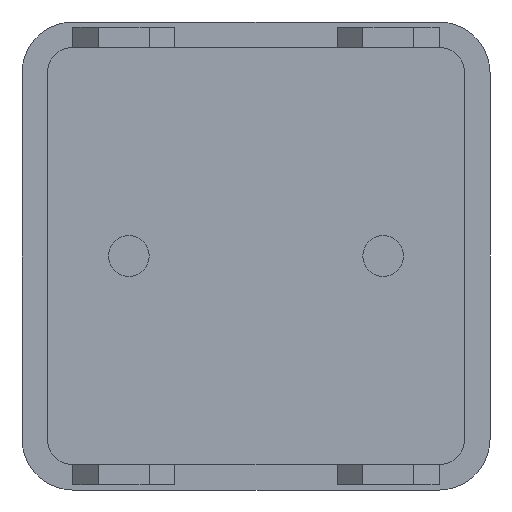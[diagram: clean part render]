
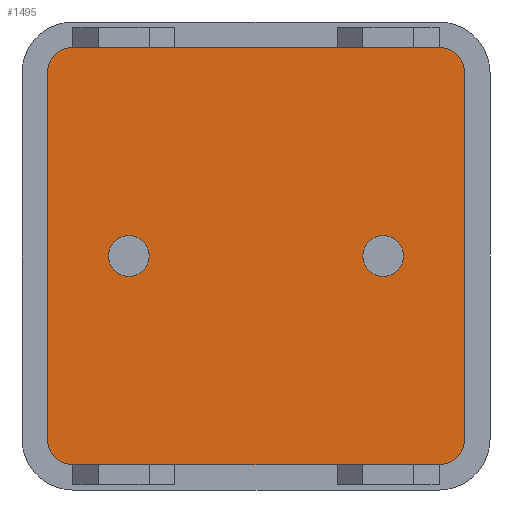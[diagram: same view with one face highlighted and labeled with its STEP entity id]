
A CAD part, front view. The second image highlights one B-rep face of the part: STEP entity #1495.
In plain terms, the highlighted planar face has unit normal (0, -1, 0).
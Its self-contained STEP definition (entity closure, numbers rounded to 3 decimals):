
#28 = AXIS2_PLACEMENT_3D ( 'NONE', #1163, #1150, #1126 ) ;
#32 = VERTEX_POINT ( 'NONE', #1536 ) ;
#51 = CARTESIAN_POINT ( 'NONE',  ( -2.05, 0.25, 1.8 ) ) ;
#139 = CARTESIAN_POINT ( 'NONE',  ( 2.05, 0.25, -1.8 ) ) ;
#149 = DIRECTION ( 'NONE',  ( 0., 0., 1. ) ) ;
#150 = CARTESIAN_POINT ( 'NONE',  ( -2.05, 0.25, -1.8 ) ) ;
#180 = LINE ( 'NONE', #150, #1407 ) ;
#277 = ORIENTED_EDGE ( 'NONE', *, *, #2219, .T. ) ;
#302 = ORIENTED_EDGE ( 'NONE', *, *, #617, .T. ) ;
#311 = VERTEX_POINT ( 'NONE', #51 ) ;
#315 = FACE_OUTER_BOUND ( 'NONE', #979, .T. ) ;
#396 = EDGE_CURVE ( 'NONE', #844, #1452, #650, .T. ) ;
#413 = DIRECTION ( 'NONE',  ( 0., 0., -1. ) ) ;
#420 = EDGE_CURVE ( 'NONE', #32, #1267, #928, .T. ) ;
#422 = CARTESIAN_POINT ( 'NONE',  ( 2.05, 0.25, 1.8 ) ) ;
#423 = DIRECTION ( 'NONE',  ( 1., 0., 0. ) ) ;
#467 = CARTESIAN_POINT ( 'NONE',  ( 1.8, 0.25, -1.8 ) ) ;
#595 = AXIS2_PLACEMENT_3D ( 'NONE', #1592, #1769, #413 ) ;
#617 = EDGE_CURVE ( 'NONE', #1590, #1768, #1445, .T. ) ;
#634 = CIRCLE ( 'NONE', #1549, 0.25 ) ;
#650 = LINE ( 'NONE', #1354, #1538 ) ;
#670 = CARTESIAN_POINT ( 'NONE',  ( -1.8, 0.25, -1.8 ) ) ;
#736 = EDGE_CURVE ( 'NONE', #32, #311, #2111, .T. ) ;
#814 = DIRECTION ( 'NONE',  ( 0., 0., -1. ) ) ;
#823 = DIRECTION ( 'NONE',  ( 0., 1., 0. ) ) ;
#825 = VERTEX_POINT ( 'NONE', #2068 ) ;
#843 = DIRECTION ( 'NONE',  ( 0., 1., 0. ) ) ;
#844 = VERTEX_POINT ( 'NONE', #2169 ) ;
#878 = AXIS2_PLACEMENT_3D ( 'NONE', #1171, #843, #149 ) ;
#928 = LINE ( 'NONE', #1582, #2150 ) ;
#971 = ORIENTED_EDGE ( 'NONE', *, *, #736, .T. ) ;
#979 = EDGE_LOOP ( 'NONE', ( #1949, #1775, #302, #1442, #1305, #971, #277, #1494 ) ) ;
#1002 = AXIS2_PLACEMENT_3D ( 'NONE', #467, #823, #1845 ) ;
#1089 = EDGE_CURVE ( 'NONE', #825, #1452, #634, .T. ) ;
#1126 = DIRECTION ( 'NONE',  ( 0., 0., -1. ) ) ;
#1150 = DIRECTION ( 'NONE',  ( 0., -1., 0. ) ) ;
#1163 = CARTESIAN_POINT ( 'NONE',  ( -1.8, 0.25, 1.8 ) ) ;
#1171 = CARTESIAN_POINT ( 'NONE',  ( -1.8, 0.25, -1.8 ) ) ;
#1178 = DIRECTION ( 'NONE',  ( -1., 0., 0. ) ) ;
#1267 = VERTEX_POINT ( 'NONE', #2183 ) ;
#1305 = ORIENTED_EDGE ( 'NONE', *, *, #420, .F. ) ;
#1354 = CARTESIAN_POINT ( 'NONE',  ( -1.8, 0.25, -2.05 ) ) ;
#1359 = DIRECTION ( 'NONE',  ( 0., 0., -1. ) ) ;
#1395 = EDGE_CURVE ( 'NONE', #1590, #844, #1911, .T. ) ;
#1407 = VECTOR ( 'NONE', #1359, 1000. ) ;
#1442 = ORIENTED_EDGE ( 'NONE', *, *, #1684, .T. ) ;
#1445 = LINE ( 'NONE', #2135, #1540 ) ;
#1452 = VERTEX_POINT ( 'NONE', #1680 ) ;
#1494 = ORIENTED_EDGE ( 'NONE', *, *, #1089, .T. ) ;
#1495 = ADVANCED_FACE ( 'NONE', ( #315 ), #1852, .F. ) ;
#1536 = CARTESIAN_POINT ( 'NONE',  ( -1.8, 0.25, 2.05 ) ) ;
#1538 = VECTOR ( 'NONE', #1178, 1000. ) ;
#1540 = VECTOR ( 'NONE', #1780, 1000. ) ;
#1549 = AXIS2_PLACEMENT_3D ( 'NONE', #670, #1849, #814 ) ;
#1577 = CIRCLE ( 'NONE', #595, 0.25 ) ;
#1582 = CARTESIAN_POINT ( 'NONE',  ( -1.8, 0.25, 2.05 ) ) ;
#1590 = VERTEX_POINT ( 'NONE', #139 ) ;
#1592 = CARTESIAN_POINT ( 'NONE',  ( 1.8, 0.25, 1.8 ) ) ;
#1680 = CARTESIAN_POINT ( 'NONE',  ( -1.8, 0.25, -2.05 ) ) ;
#1684 = EDGE_CURVE ( 'NONE', #1768, #1267, #1577, .T. ) ;
#1768 = VERTEX_POINT ( 'NONE', #422 ) ;
#1769 = DIRECTION ( 'NONE',  ( 0., -1., 0. ) ) ;
#1775 = ORIENTED_EDGE ( 'NONE', *, *, #1395, .F. ) ;
#1780 = DIRECTION ( 'NONE',  ( 0., 0., 1. ) ) ;
#1845 = DIRECTION ( 'NONE',  ( 0., 0., -1. ) ) ;
#1849 = DIRECTION ( 'NONE',  ( 0., -1., 0. ) ) ;
#1852 = PLANE ( 'NONE',  #878 ) ;
#1911 = CIRCLE ( 'NONE', #1002, 0.25 ) ;
#1949 = ORIENTED_EDGE ( 'NONE', *, *, #396, .F. ) ;
#2068 = CARTESIAN_POINT ( 'NONE',  ( -2.05, 0.25, -1.8 ) ) ;
#2111 = CIRCLE ( 'NONE', #28, 0.25 ) ;
#2135 = CARTESIAN_POINT ( 'NONE',  ( 2.05, 0.25, -1.8 ) ) ;
#2150 = VECTOR ( 'NONE', #423, 1000. ) ;
#2169 = CARTESIAN_POINT ( 'NONE',  ( 1.8, 0.25, -2.05 ) ) ;
#2183 = CARTESIAN_POINT ( 'NONE',  ( 1.8, 0.25, 2.05 ) ) ;
#2219 = EDGE_CURVE ( 'NONE', #311, #825, #180, .T. ) ;
